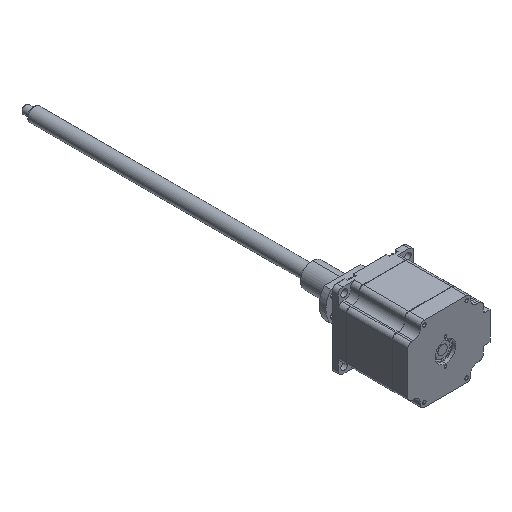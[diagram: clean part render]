
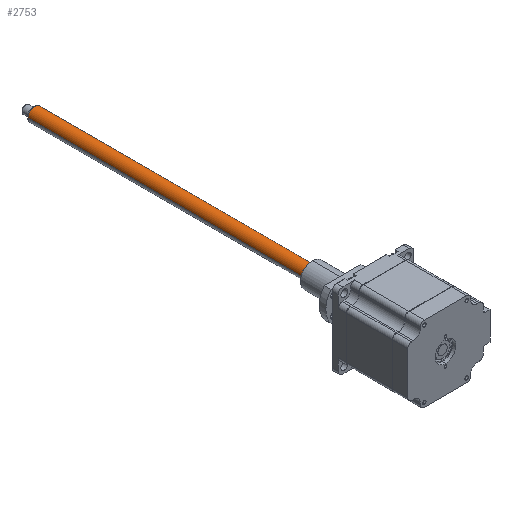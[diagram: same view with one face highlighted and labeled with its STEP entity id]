
A CAD part, isometric view. The second image highlights one B-rep face of the part: STEP entity #2753.
In plain terms, the highlighted cylindrical face has radius 5 mm (diameter 10 mm), a partial arc.
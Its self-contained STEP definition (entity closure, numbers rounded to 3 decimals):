
#326 = AXIS2_PLACEMENT_3D ( 'NONE', #6930, #1014, #7884 ) ;
#515 = LINE ( 'NONE', #4303, #8070 ) ;
#1014 = DIRECTION ( 'NONE',  ( 0., -1., 0. ) ) ;
#1243 = ORIENTED_EDGE ( 'NONE', *, *, #6424, .T. ) ;
#1440 = EDGE_CURVE ( 'NONE', #1641, #8303, #515, .T. ) ;
#1641 = VERTEX_POINT ( 'NONE', #5335 ) ;
#1856 = CIRCLE ( 'NONE', #11907, 5. ) ;
#2459 = ORIENTED_EDGE ( 'NONE', *, *, #1440, .F. ) ;
#2753 = ADVANCED_FACE ( 'NONE', ( #10211 ), #9893, .T. ) ;
#2833 = CARTESIAN_POINT ( 'NONE',  ( -11.379, -15.672, 63.632 ) ) ;
#3143 = CARTESIAN_POINT ( 'NONE',  ( -21.379, 233.328, 63.668 ) ) ;
#4303 = CARTESIAN_POINT ( 'NONE',  ( -11.379, 234.328, 63.632 ) ) ;
#4591 = VECTOR ( 'NONE', #11296, 1000. ) ;
#5335 = CARTESIAN_POINT ( 'NONE',  ( -11.379, 233.328, 63.632 ) ) ;
#5466 = EDGE_CURVE ( 'NONE', #8303, #9506, #1856, .T. ) ;
#5636 = CARTESIAN_POINT ( 'NONE',  ( -21.379, -15.672, 63.668 ) ) ;
#5710 = ORIENTED_EDGE ( 'NONE', *, *, #8042, .T. ) ;
#5738 = CARTESIAN_POINT ( 'NONE',  ( -16.379, -15.672, 63.65 ) ) ;
#5809 = DIRECTION ( 'NONE',  ( 0., -1., 0. ) ) ;
#6159 = CIRCLE ( 'NONE', #326, 5. ) ;
#6424 = EDGE_CURVE ( 'NONE', #1641, #9214, #6159, .T. ) ;
#6486 = EDGE_LOOP ( 'NONE', ( #2459, #1243, #5710, #12119 ) ) ;
#6699 = DIRECTION ( 'NONE',  ( -1., 0., 0.004 ) ) ;
#6930 = CARTESIAN_POINT ( 'NONE',  ( -16.379, 233.328, 63.65 ) ) ;
#7884 = DIRECTION ( 'NONE',  ( 1., 0., -0.004 ) ) ;
#8042 = EDGE_CURVE ( 'NONE', #9214, #9506, #12724, .T. ) ;
#8070 = VECTOR ( 'NONE', #5809, 1000. ) ;
#8303 = VERTEX_POINT ( 'NONE', #2833 ) ;
#8655 = DIRECTION ( 'NONE',  ( 0., -1., 0. ) ) ;
#9214 = VERTEX_POINT ( 'NONE', #3143 ) ;
#9506 = VERTEX_POINT ( 'NONE', #5636 ) ;
#9893 = CYLINDRICAL_SURFACE ( 'NONE', #10743, 5. ) ;
#10211 = FACE_OUTER_BOUND ( 'NONE', #6486, .T. ) ;
#10298 = CARTESIAN_POINT ( 'NONE',  ( -21.379, 234.328, 63.668 ) ) ;
#10743 = AXIS2_PLACEMENT_3D ( 'NONE', #11998, #8655, #11535 ) ;
#11296 = DIRECTION ( 'NONE',  ( 0., -1., 0. ) ) ;
#11535 = DIRECTION ( 'NONE',  ( -1., 0., 0.004 ) ) ;
#11907 = AXIS2_PLACEMENT_3D ( 'NONE', #5738, #12588, #6699 ) ;
#11998 = CARTESIAN_POINT ( 'NONE',  ( -16.379, 234.328, 63.65 ) ) ;
#12119 = ORIENTED_EDGE ( 'NONE', *, *, #5466, .F. ) ;
#12588 = DIRECTION ( 'NONE',  ( 0., -1., 0. ) ) ;
#12724 = LINE ( 'NONE', #10298, #4591 ) ;
